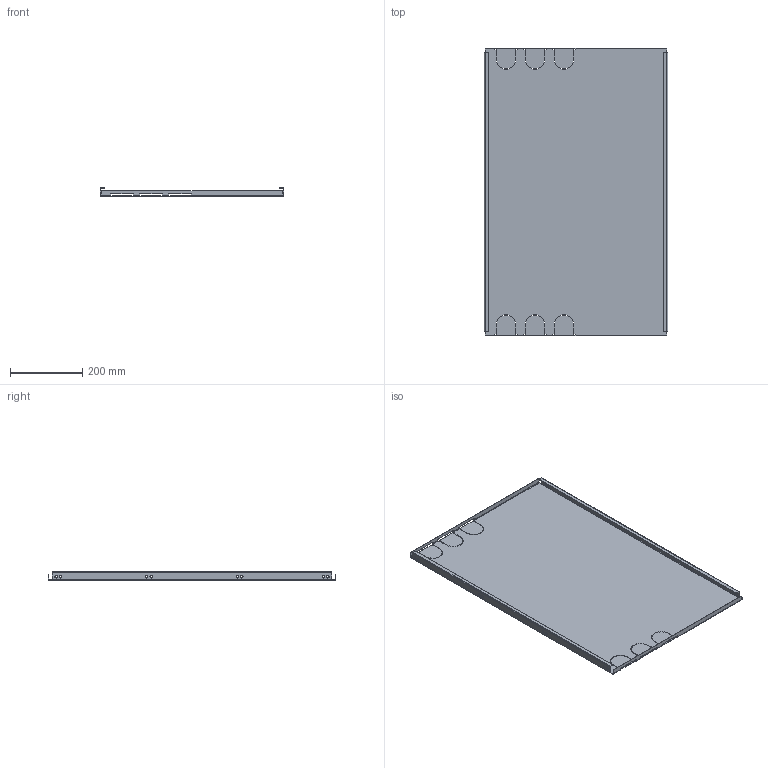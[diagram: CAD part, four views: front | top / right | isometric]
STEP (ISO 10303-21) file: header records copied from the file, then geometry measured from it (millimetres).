
FILE_DESCRIPTION (( 'STEP AP214' ), '1' );
FILE_NAME ('Ïàíåëü êàáåëüíàÿ 600õ800.STEP', '2022-04-04T10:43:50', ( '' ), ( '' ), 'SwSTEP 2.0', 'SolidWorks 2017', '' );
FILE_SCHEMA (( 'AUTOMOTIVE_DESIGN' ));
Length unit declared in the file: millimetre
Products named in the file (1): Ïàíåëü êàáåëüíàÿ 600õ800
Bounding box: 506.4 x 794 x 22.2 mm (x, y, z)
Volume: 549848 mm3; surface area: 923123.5 mm2
Topology: 1 solids, 1 shells, 242 faces, 708 edges, 456 vertices
Faces by surface type: plane 154, cylinder 88
Entity records: 8134 total; most frequent: ORIENTED_EDGE 1416, CARTESIAN_POINT 1407, DIRECTION 1370, EDGE_CURVE 708, LINE 532, VECTOR 532, VERTEX_POINT 456, AXIS2_PLACEMENT_3D 419
